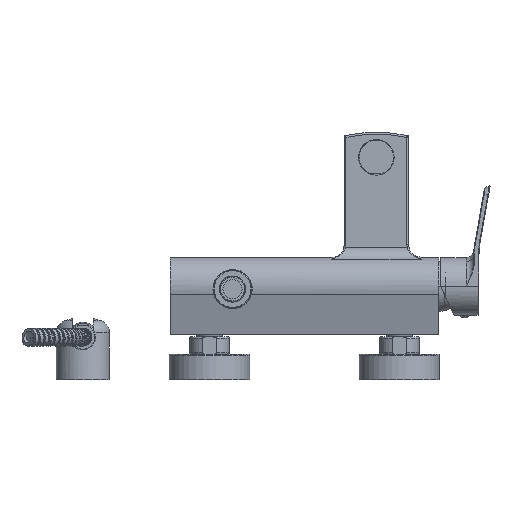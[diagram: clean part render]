
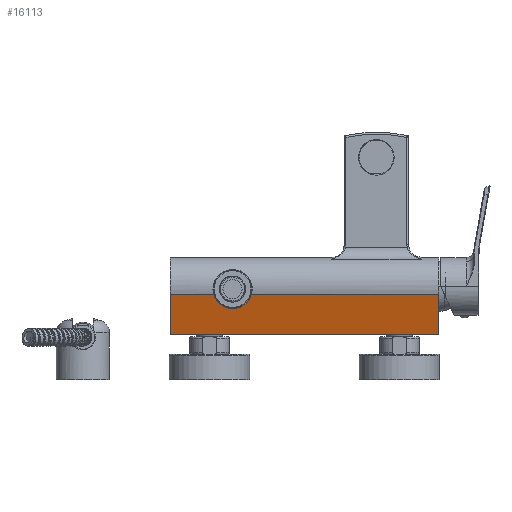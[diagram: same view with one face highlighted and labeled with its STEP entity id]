
A CAD part, front view. The second image highlights one B-rep face of the part: STEP entity #16113.
In plain terms, the highlighted planar face has unit normal (0, -0.961, -0.277).
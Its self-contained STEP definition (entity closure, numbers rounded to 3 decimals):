
#2953=DIRECTION('',(0.,-0.276,0.961));
#2954=VECTOR('',#2953,32.924);
#2955=CARTESIAN_POINT('',(106.,-13.,-38.));
#2956=LINE('',#2955,#2954);
#3014=CARTESIAN_POINT('',(-41.926,-22.103,
-6.359));
#3094=CARTESIAN_POINT('',(-71.674,-22.103,
-6.359));
#3106=DIRECTION('',(-1.,0.,0.));
#3107=VECTOR('',#3106,34.326);
#3108=CARTESIAN_POINT('',(-71.674,-22.103,
-6.359));
#3109=LINE('',#3108,#3107);
#3110=DIRECTION('',(-1.,0.,0.));
#3111=VECTOR('',#3110,147.926);
#3112=CARTESIAN_POINT('',(106.,-22.103,-6.359));
#3113=LINE('',#3112,#3111);
#5603=CARTESIAN_POINT('',(-41.926,-22.103,
-6.359));
#5604=CARTESIAN_POINT('',(-42.003,-22.027,
-6.624));
#5605=CARTESIAN_POINT('',(-42.158,-21.89,
-7.102));
#5606=CARTESIAN_POINT('',(-42.468,-21.652,
-7.929));
#5607=CARTESIAN_POINT('',(-42.855,-21.403,
-8.794));
#5608=CARTESIAN_POINT('',(-43.32,-21.151,
-9.67));
#5609=CARTESIAN_POINT('',(-43.785,-20.932,
-10.432));
#5610=CARTESIAN_POINT('',(-44.25,-20.737,
-11.108));
#5611=CARTESIAN_POINT('',(-44.87,-20.504,
-11.917));
#5612=CARTESIAN_POINT('',(-45.644,-20.254,
-12.788));
#5613=CARTESIAN_POINT('',(-46.574,-20.,
-13.67));
#5614=CARTESIAN_POINT('',(-47.504,-19.784,
-14.421));
#5615=CARTESIAN_POINT('',(-48.433,-19.599,
-15.063));
#5616=CARTESIAN_POINT('',(-49.673,-19.388,
-15.796));
#5617=CARTESIAN_POINT('',(-51.222,-19.184,
-16.507));
#5618=CARTESIAN_POINT('',(-53.081,-19.017,
-17.088));
#5619=CARTESIAN_POINT('',(-54.941,-18.919,
-17.426));
#5620=CARTESIAN_POINT('',(-56.8,-18.887,
-17.537));
#5621=CARTESIAN_POINT('',(-58.659,-18.919,
-17.426));
#5622=CARTESIAN_POINT('',(-60.519,-19.017,
-17.088));
#5623=CARTESIAN_POINT('',(-62.378,-19.184,
-16.507));
#5624=CARTESIAN_POINT('',(-63.927,-19.388,
-15.796));
#5625=CARTESIAN_POINT('',(-65.167,-19.599,
-15.063));
#5626=CARTESIAN_POINT('',(-66.096,-19.784,
-14.421));
#5627=CARTESIAN_POINT('',(-67.026,-20.,
-13.67));
#5628=CARTESIAN_POINT('',(-67.956,-20.254,
-12.788));
#5629=CARTESIAN_POINT('',(-68.73,-20.504,
-11.917));
#5630=CARTESIAN_POINT('',(-69.35,-20.737,
-11.108));
#5631=CARTESIAN_POINT('',(-69.815,-20.932,
-10.432));
#5632=CARTESIAN_POINT('',(-70.28,-21.151,
-9.67));
#5633=CARTESIAN_POINT('',(-70.745,-21.403,
-8.794));
#5634=CARTESIAN_POINT('',(-71.132,-21.652,
-7.929));
#5635=CARTESIAN_POINT('',(-71.442,-21.89,
-7.102));
#5636=CARTESIAN_POINT('',(-71.597,-22.027,
-6.624));
#5637=CARTESIAN_POINT('',(-71.674,-22.103,
-6.359));
#5639=DIRECTION('',(-1.,0.,0.));
#5640=VECTOR('',#5639,212.);
#5641=CARTESIAN_POINT('',(106.,-13.,-38.));
#5642=LINE('',#5641,#5640);
#5656=DIRECTION('',(0.,-0.276,0.961));
#5657=VECTOR('',#5656,32.924);
#5658=CARTESIAN_POINT('',(-106.,-13.,-38.));
#5659=LINE('',#5658,#5657);
#7960=CARTESIAN_POINT('',(106.,-13.,-38.));
#7962=VERTEX_POINT('',#7960);
#7963=CARTESIAN_POINT('',(106.,-22.103,-6.359));
#7965=VERTEX_POINT('',#7963);
#7968=CARTESIAN_POINT('',(-106.,-13.,-38.));
#7970=VERTEX_POINT('',#7968);
#7971=CARTESIAN_POINT('',(-106.,-22.103,-6.359));
#7973=VERTEX_POINT('',#7971);
#8170=VERTEX_POINT('',#3014);
#8171=VERTEX_POINT('',#3094);
#16099=CARTESIAN_POINT('',(106.,-13.,-38.));
#16100=DIRECTION('',(0.,-0.961,-0.276));
#16101=DIRECTION('',(0.,-0.276,0.961));
#16102=AXIS2_PLACEMENT_3D('',#16099,#16100,#16101);
#16103=PLANE('',#16102);
#16104=ORIENTED_EDGE('',*,*,#14361,.F.);
#16105=ORIENTED_EDGE('',*,*,#14331,.F.);
#16106=ORIENTED_EDGE('',*,*,#14238,.F.);
#16107=ORIENTED_EDGE('',*,*,#14269,.T.);
#16109=ORIENTED_EDGE('',*,*,#16108,.T.);
#16110=ORIENTED_EDGE('',*,*,#14325,.F.);
#16111=EDGE_LOOP('',(#16104,#16105,#16106,#16107,#16109,#16110));
#16112=FACE_OUTER_BOUND('',#16111,.F.);
#16113=ADVANCED_FACE('',(#16112),#16103,.T.);
#5638=B_SPLINE_CURVE_WITH_KNOTS('',3,(#5603,#5604,#5605,#5606,#5607,#5608,#5609,
#5610,#5611,#5612,#5613,#5614,#5615,#5616,#5617,#5618,#5619,#5620,#5621,#5622,
#5623,#5624,#5625,#5626,#5627,#5628,#5629,#5630,#5631,#5632,#5633,#5634,#5635,
#5636,#5637),.UNSPECIFIED.,.F.,.F.,(4,1,1,1,1,1,1,1,1,1,1,1,1,1,1,1,1,1,1,1,1,1,
1,1,1,1,1,1,1,1,1,1,4),(0.,0.008,0.016,0.031,0.047,0.063,
0.078,0.094,0.125,0.156,0.188,0.219,0.25,0.313,0.375,
0.438,0.5,0.563,0.625,0.688,0.75,0.781,0.813,0.844,
0.875,0.906,0.922,0.938,0.953,0.969,0.984,
0.992,1.),.UNSPECIFIED.);
#14238=EDGE_CURVE('',#7962,#7965,#2956,.T.);
#14269=EDGE_CURVE('',#7962,#7970,#5642,.T.);
#14325=EDGE_CURVE('',#8171,#7973,#3109,.T.);
#14331=EDGE_CURVE('',#7965,#8170,#3113,.T.);
#14361=EDGE_CURVE('',#8170,#8171,#5638,.T.);
#16108=EDGE_CURVE('',#7970,#7973,#5659,.T.);
